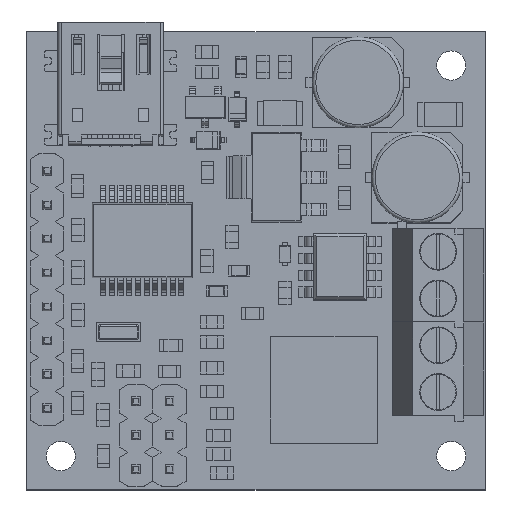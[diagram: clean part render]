
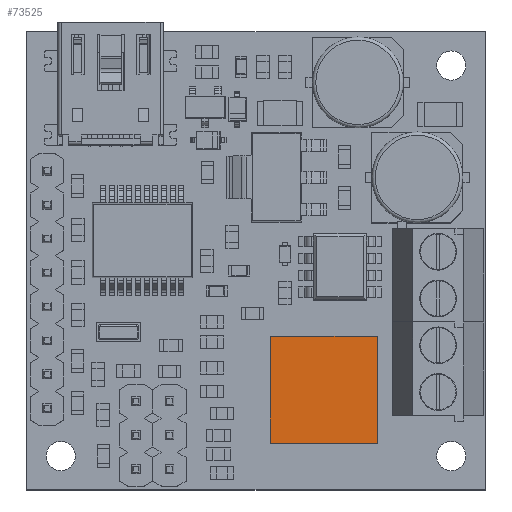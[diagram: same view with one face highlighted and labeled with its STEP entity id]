
A CAD part, top view. The second image highlights one B-rep face of the part: STEP entity #73525.
In plain terms, the highlighted planar face has unit normal (0, 0, 1).
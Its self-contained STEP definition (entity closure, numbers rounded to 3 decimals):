
#9749 = DIRECTION ( 'NONE',  ( 0., 1., 0. ) ) ;
#22544 = DIRECTION ( 'NONE',  ( 0., -1., 0. ) ) ;
#23940 = VERTEX_POINT ( 'NONE', #88621 ) ;
#26203 = LINE ( 'NONE', #96333, #68658 ) ;
#32122 = EDGE_CURVE ( 'NONE', #97059, #50527, #97461, .T. ) ;
#39115 = FACE_OUTER_BOUND ( 'NONE', #69284, .T. ) ;
#50527 = VERTEX_POINT ( 'NONE', #60077 ) ;
#53722 = CARTESIAN_POINT ( 'NONE',  ( 26.225, 11.493, 3.775 ) ) ;
#55169 = VECTOR ( 'NONE', #92735, 1000. ) ;
#55905 = VERTEX_POINT ( 'NONE', #85371 ) ;
#58179 = LINE ( 'NONE', #53722, #55169 ) ;
#60077 = CARTESIAN_POINT ( 'NONE',  ( 26.225, 11.493, 3.775 ) ) ;
#65703 = AXIS2_PLACEMENT_3D ( 'NONE', #74673, #102638, #84822 ) ;
#68521 = EDGE_CURVE ( 'NONE', #23940, #55905, #92499, .T. ) ;
#68658 = VECTOR ( 'NONE', #106041, 1000. ) ;
#69284 = EDGE_LOOP ( 'NONE', ( #121375, #103634, #103857, #117367 ) ) ;
#71601 = VECTOR ( 'NONE', #9749, 1000. ) ;
#71759 = EDGE_CURVE ( 'NONE', #50527, #23940, #58179, .T. ) ;
#73525 = ADVANCED_FACE ( 'NONE', ( #39115 ), #111166, .T. ) ;
#74673 = CARTESIAN_POINT ( 'NONE',  ( 22.225, 7.493, 3.775 ) ) ;
#76000 = CARTESIAN_POINT ( 'NONE',  ( 26.225, 3.493, 3.775 ) ) ;
#77342 = VECTOR ( 'NONE', #22544, 1000. ) ;
#84822 = DIRECTION ( 'NONE',  ( 1., 0., 0. ) ) ;
#85371 = CARTESIAN_POINT ( 'NONE',  ( 18.225, 3.493, 3.775 ) ) ;
#88621 = CARTESIAN_POINT ( 'NONE',  ( 18.225, 11.493, 3.775 ) ) ;
#92499 = LINE ( 'NONE', #100588, #77342 ) ;
#92735 = DIRECTION ( 'NONE',  ( -1., 0., 0. ) ) ;
#93428 = EDGE_CURVE ( 'NONE', #55905, #97059, #26203, .T. ) ;
#96333 = CARTESIAN_POINT ( 'NONE',  ( 26.225, 3.493, 3.775 ) ) ;
#97059 = VERTEX_POINT ( 'NONE', #76000 ) ;
#97461 = LINE ( 'NONE', #106484, #71601 ) ;
#100588 = CARTESIAN_POINT ( 'NONE',  ( 18.225, 3.493, 3.775 ) ) ;
#102638 = DIRECTION ( 'NONE',  ( 0., 0., 1. ) ) ;
#103634 = ORIENTED_EDGE ( 'NONE', *, *, #93428, .T. ) ;
#103857 = ORIENTED_EDGE ( 'NONE', *, *, #32122, .T. ) ;
#106041 = DIRECTION ( 'NONE',  ( 1., 0., 0. ) ) ;
#106484 = CARTESIAN_POINT ( 'NONE',  ( 26.225, 3.493, 3.775 ) ) ;
#111166 = PLANE ( 'NONE',  #65703 ) ;
#117367 = ORIENTED_EDGE ( 'NONE', *, *, #71759, .T. ) ;
#121375 = ORIENTED_EDGE ( 'NONE', *, *, #68521, .T. ) ;
